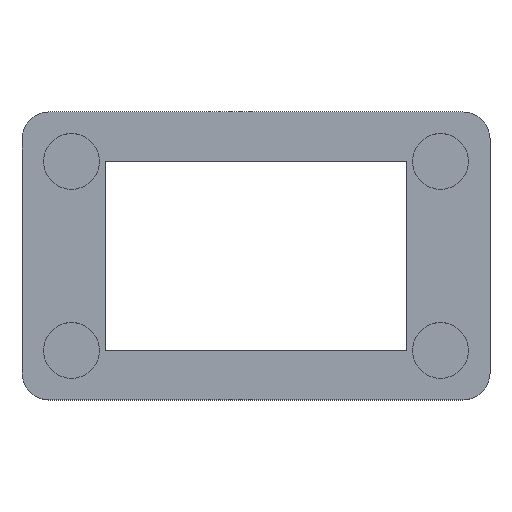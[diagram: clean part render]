
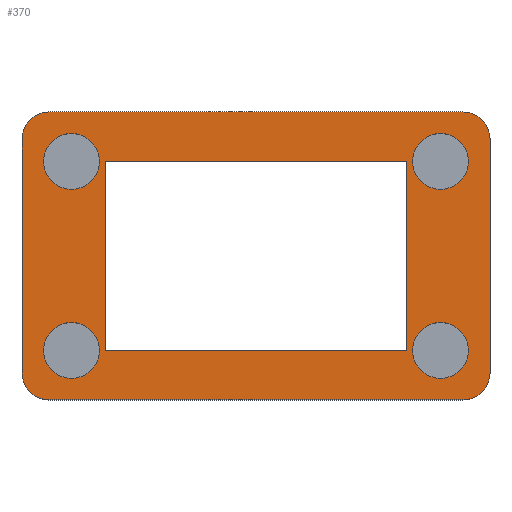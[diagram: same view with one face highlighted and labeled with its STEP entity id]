
A CAD part, top view. The second image highlights one B-rep face of the part: STEP entity #370.
In plain terms, the highlighted planar face has unit normal (0, 0, 1).
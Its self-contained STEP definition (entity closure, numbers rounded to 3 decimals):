
#16=FACE_BOUND('',#80,.T.);
#17=FACE_BOUND('',#81,.T.);
#18=FACE_BOUND('',#82,.T.);
#19=FACE_BOUND('',#83,.T.);
#20=FACE_BOUND('',#84,.T.);
#34=PLANE('',#422);
#56=FACE_OUTER_BOUND('',#79,.T.);
#79=EDGE_LOOP('',(#325,#326,#327,#328,#329,#330,#331,#332));
#80=EDGE_LOOP('',(#333));
#81=EDGE_LOOP('',(#334));
#82=EDGE_LOOP('',(#335,#336,#337,#338));
#83=EDGE_LOOP('',(#339));
#84=EDGE_LOOP('',(#340));
#89=LINE('',#548,#121);
#99=LINE('',#576,#131);
#102=LINE('',#584,#134);
#107=LINE('',#613,#139);
#109=LINE('',#617,#141);
#111=LINE('',#621,#143);
#113=LINE('',#624,#145);
#116=LINE('',#634,#148);
#121=VECTOR('',#437,10.);
#131=VECTOR('',#461,10.);
#134=VECTOR('',#470,10.);
#139=VECTOR('',#505,10.);
#141=VECTOR('',#509,10.);
#143=VECTOR('',#513,10.);
#145=VECTOR('',#517,10.);
#148=VECTOR('',#530,10.);
#149=CIRCLE('',#386,3.);
#154=CIRCLE('',#394,3.);
#155=CIRCLE('',#397,3.);
#156=CIRCLE('',#400,3.);
#161=CIRCLE('',#410,3.1);
#162=CIRCLE('',#412,3.1);
#163=CIRCLE('',#418,3.1);
#164=CIRCLE('',#420,3.1);
#165=VERTEX_POINT('',#535);
#166=VERTEX_POINT('',#536);
#170=VERTEX_POINT('',#546);
#180=VERTEX_POINT('',#570);
#181=VERTEX_POINT('',#574);
#182=VERTEX_POINT('',#578);
#183=VERTEX_POINT('',#579);
#184=VERTEX_POINT('',#586);
#189=VERTEX_POINT('',#602);
#190=VERTEX_POINT('',#606);
#191=VERTEX_POINT('',#610);
#192=VERTEX_POINT('',#612);
#193=VERTEX_POINT('',#616);
#194=VERTEX_POINT('',#620);
#195=VERTEX_POINT('',#626);
#196=VERTEX_POINT('',#630);
#197=EDGE_CURVE('',#165,#166,#149,.T.);
#203=EDGE_CURVE('',#165,#170,#89,.T.);
#214=EDGE_CURVE('',#180,#170,#154,.T.);
#217=EDGE_CURVE('',#180,#181,#99,.T.);
#218=EDGE_CURVE('',#182,#183,#155,.T.);
#221=EDGE_CURVE('',#182,#166,#102,.T.);
#222=EDGE_CURVE('',#184,#181,#156,.T.);
#228=EDGE_CURVE('',#189,#189,#161,.T.);
#230=EDGE_CURVE('',#190,#190,#162,.T.);
#233=EDGE_CURVE('',#192,#191,#107,.T.);
#235=EDGE_CURVE('',#193,#192,#109,.T.);
#237=EDGE_CURVE('',#194,#193,#111,.T.);
#239=EDGE_CURVE('',#191,#194,#113,.T.);
#240=EDGE_CURVE('',#195,#195,#163,.T.);
#242=EDGE_CURVE('',#196,#196,#164,.T.);
#244=EDGE_CURVE('',#184,#183,#116,.T.);
#325=ORIENTED_EDGE('',*,*,#197,.F.);
#326=ORIENTED_EDGE('',*,*,#203,.T.);
#327=ORIENTED_EDGE('',*,*,#214,.F.);
#328=ORIENTED_EDGE('',*,*,#217,.T.);
#329=ORIENTED_EDGE('',*,*,#222,.F.);
#330=ORIENTED_EDGE('',*,*,#244,.T.);
#331=ORIENTED_EDGE('',*,*,#218,.F.);
#332=ORIENTED_EDGE('',*,*,#221,.T.);
#333=ORIENTED_EDGE('',*,*,#242,.T.);
#334=ORIENTED_EDGE('',*,*,#240,.T.);
#335=ORIENTED_EDGE('',*,*,#239,.T.);
#336=ORIENTED_EDGE('',*,*,#237,.T.);
#337=ORIENTED_EDGE('',*,*,#235,.T.);
#338=ORIENTED_EDGE('',*,*,#233,.T.);
#339=ORIENTED_EDGE('',*,*,#230,.T.);
#340=ORIENTED_EDGE('',*,*,#228,.T.);
#370=ADVANCED_FACE('',(#56,#16,#17,#18,#19,#20),#34,.T.);
#386=AXIS2_PLACEMENT_3D('',#537,#427,#428);
#394=AXIS2_PLACEMENT_3D('',#571,#455,#456);
#397=AXIS2_PLACEMENT_3D('',#580,#464,#465);
#400=AXIS2_PLACEMENT_3D('',#587,#473,#474);
#410=AXIS2_PLACEMENT_3D('',#603,#494,#495);
#412=AXIS2_PLACEMENT_3D('',#607,#499,#500);
#418=AXIS2_PLACEMENT_3D('',#627,#520,#521);
#420=AXIS2_PLACEMENT_3D('',#631,#525,#526);
#422=AXIS2_PLACEMENT_3D('',#635,#531,#532);
#427=DIRECTION('center_axis',(0.,0.,-1.));
#428=DIRECTION('ref_axis',(-0.707,-0.707,0.));
#437=DIRECTION('',(1.,0.,0.));
#455=DIRECTION('center_axis',(0.,0.,-1.));
#456=DIRECTION('ref_axis',(0.707,-0.707,0.));
#461=DIRECTION('',(0.,1.,0.));
#464=DIRECTION('center_axis',(0.,0.,-1.));
#465=DIRECTION('ref_axis',(-0.707,0.707,0.));
#470=DIRECTION('',(0.,-1.,0.));
#473=DIRECTION('center_axis',(0.,0.,-1.));
#474=DIRECTION('ref_axis',(0.707,0.707,0.));
#494=DIRECTION('center_axis',(0.,0.,-1.));
#495=DIRECTION('ref_axis',(1.,0.,0.));
#499=DIRECTION('center_axis',(0.,0.,-1.));
#500=DIRECTION('ref_axis',(1.,0.,0.));
#505=DIRECTION('',(0.,-1.,0.));
#509=DIRECTION('',(1.,0.,0.));
#513=DIRECTION('',(0.,1.,0.));
#517=DIRECTION('',(-1.,0.,0.));
#520=DIRECTION('center_axis',(0.,0.,-1.));
#521=DIRECTION('ref_axis',(1.,0.,0.));
#525=DIRECTION('center_axis',(0.,0.,-1.));
#526=DIRECTION('ref_axis',(1.,0.,0.));
#530=DIRECTION('',(-1.,0.,0.));
#531=DIRECTION('center_axis',(0.,0.,1.));
#532=DIRECTION('ref_axis',(1.,0.,0.));
#535=CARTESIAN_POINT('',(-2.5,-5.5,5.));
#536=CARTESIAN_POINT('',(-5.5,-2.5,5.));
#537=CARTESIAN_POINT('Origin',(-2.5,-2.5,5.));
#546=CARTESIAN_POINT('',(43.5,-5.5,5.));
#548=CARTESIAN_POINT('',(46.5,-5.5,5.));
#570=CARTESIAN_POINT('',(46.5,-2.5,5.));
#571=CARTESIAN_POINT('Origin',(43.5,-2.5,5.));
#574=CARTESIAN_POINT('',(46.5,23.5,5.));
#576=CARTESIAN_POINT('',(46.5,26.5,5.));
#578=CARTESIAN_POINT('',(-5.5,23.5,5.));
#579=CARTESIAN_POINT('',(-2.5,26.5,5.));
#580=CARTESIAN_POINT('Origin',(-2.5,23.5,5.));
#584=CARTESIAN_POINT('',(-5.5,-5.5,5.));
#586=CARTESIAN_POINT('',(43.5,26.5,5.));
#587=CARTESIAN_POINT('Origin',(43.5,23.5,5.));
#602=CARTESIAN_POINT('',(-3.1,21.,5.));
#603=CARTESIAN_POINT('Origin',(0.,21.,5.));
#606=CARTESIAN_POINT('',(37.9,0.,5.));
#607=CARTESIAN_POINT('Origin',(41.,0.,5.));
#610=CARTESIAN_POINT('',(37.25,0.,5.));
#612=CARTESIAN_POINT('',(37.25,21.,5.));
#613=CARTESIAN_POINT('',(37.25,21.,5.));
#616=CARTESIAN_POINT('',(3.75,21.,5.));
#617=CARTESIAN_POINT('',(3.75,21.,5.));
#620=CARTESIAN_POINT('',(3.75,0.,5.));
#621=CARTESIAN_POINT('',(3.75,0.,5.));
#624=CARTESIAN_POINT('',(37.25,0.,5.));
#626=CARTESIAN_POINT('',(37.9,21.,5.));
#627=CARTESIAN_POINT('Origin',(41.,21.,5.));
#630=CARTESIAN_POINT('',(-3.1,0.,5.));
#631=CARTESIAN_POINT('Origin',(0.,0.,5.));
#634=CARTESIAN_POINT('',(-5.5,26.5,5.));
#635=CARTESIAN_POINT('Origin',(20.5,10.5,5.));
